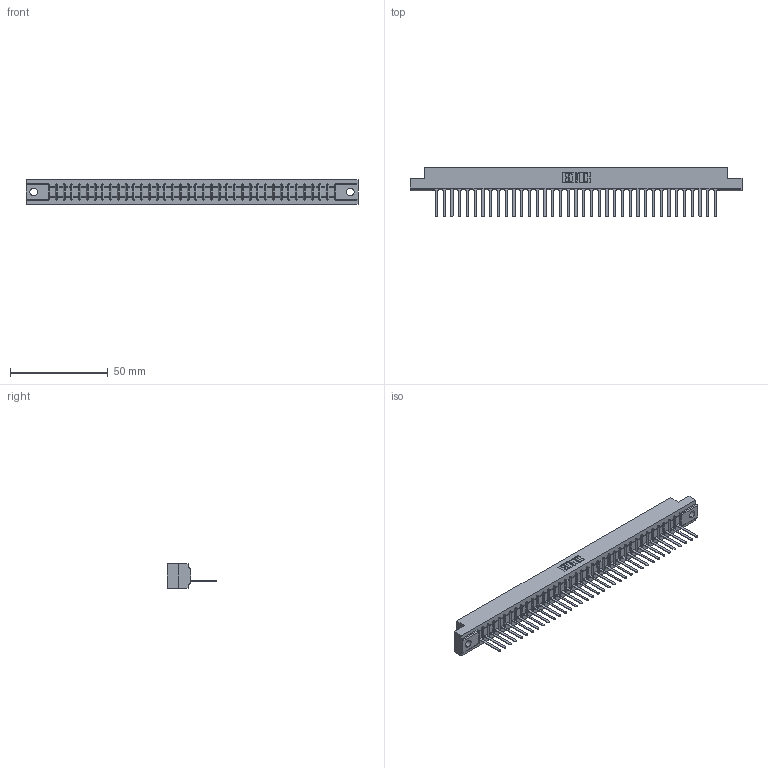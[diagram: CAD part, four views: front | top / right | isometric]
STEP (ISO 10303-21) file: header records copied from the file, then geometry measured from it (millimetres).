
FILE_DESCRIPTION (( 'STEP AP203' ), '1' );
FILE_NAME ('307-037-547-104.STEP', '2019-09-04T04:34:50', ( '' ), ( '' ), 'SwSTEP 2.0', 'SolidWorks 2016', '' );
FILE_SCHEMA (( 'CONFIG_CONTROL_DESIGN' ));
Length unit declared in the file: inch
Products named in the file (3): 307-290-001_547; 307-037-547-104; 307 Part_.156 Dia Mounting Holes
Assembly tree (38 placements, depth 2):
  307-037-547-104
    307 Part_.156 Dia Mounting Holes
    307-290-001_547  x37
Bounding box: 169.62 x 25.43 x 12.7 mm (x, y, z)
Volume: 17559.8 mm3; surface area: 18891 mm2
Topology: 38 solids, 38 shells, 2242 faces, 6353 edges, 4082 vertices
Faces by surface type: plane 1453, cylinder 713, sphere 76
Entity records: 32722 total; most frequent: CARTESIAN_POINT 5514, ORIENTED_EDGE 5498, DIRECTION 5357, EDGE_CURVE 2749, VECTOR 2115, LINE 2115, VERTEX_POINT 1778, AXIS2_PLACEMENT_3D 1621
